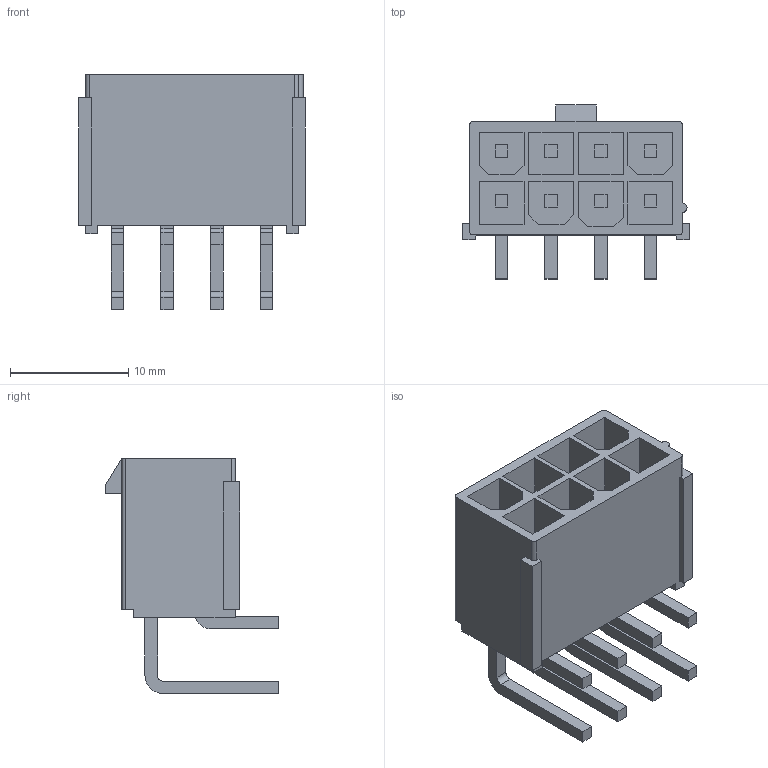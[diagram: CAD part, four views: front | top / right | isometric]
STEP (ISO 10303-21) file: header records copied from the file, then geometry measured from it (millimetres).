
FILE_DESCRIPTION (( 'STEP AP214' ), '1' );
FILE_NAME ('MiniFit-2x4R - Molex 87427-0802.STEP', '2023-05-24T11:51:37', ( 'Elessar' ), ( '' ), 'SwSTEP 2.0', 'SolidWorks 2018', '' );
FILE_SCHEMA (( 'AUTOMOTIVE_DESIGN' ));
Length unit declared in the file: millimetre
Products named in the file (1): MiniFit-2x4R - Molex 87427-0802
Bounding box: 19.2 x 14.7 x 19.93 mm (x, y, z)
Volume: 1341.2 mm3; surface area: 2888.1 mm2
Topology: 1 solids, 1 shells, 195 faces, 505 edges, 336 vertices
Faces by surface type: plane 174, cylinder 21
Entity records: 7131 total; most frequent: CARTESIAN_POINT 1037, ORIENTED_EDGE 1010, DIRECTION 939, EDGE_CURVE 505, LINE 463, VECTOR 463, VERTEX_POINT 336, AXIS2_PLACEMENT_3D 238
